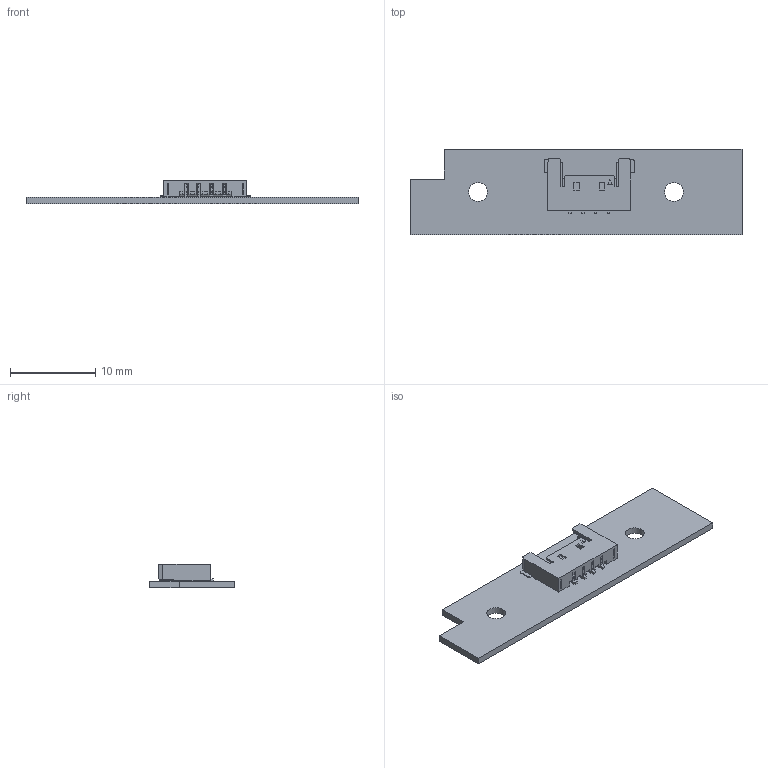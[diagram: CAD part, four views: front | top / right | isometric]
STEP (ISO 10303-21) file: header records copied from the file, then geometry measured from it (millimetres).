
FILE_DESCRIPTION(('Open CASCADE Model'),'2;1');
FILE_NAME('Open CASCADE Shape Model','2021-02-16T01:39:19',('Author'),( 'Open CASCADE'),'Open CASCADE STEP processor 6.8','Open CASCADE 6.8' ,'Unknown');
FILE_SCHEMA(('AUTOMOTIVE_DESIGN { 1 0 10303 214 1 1 1 1 }'));
Length unit declared in the file: millimetre
Products named in the file (1): PCB
Bounding box: 39 x 10 x 2.78 mm (x, y, z)
Volume: 350.5 mm3; surface area: 1123.1 mm2
Topology: 2 solids, 2 shells, 469 faces, 1326 edges, 868 vertices
Faces by surface type: plane 379, cylinder 78, sphere 8, cone 4
Full cylindrical faces by diameter (mm): 2.2 x2
Entity records: 14999 total; most frequent: CARTESIAN_POINT 2746, ORIENTED_EDGE 2620, DIRECTION 2402, EDGE_CURVE 1310, LINE 1158, VECTOR 1158, VERTEX_POINT 836, AXIS2_PLACEMENT_3D 622
